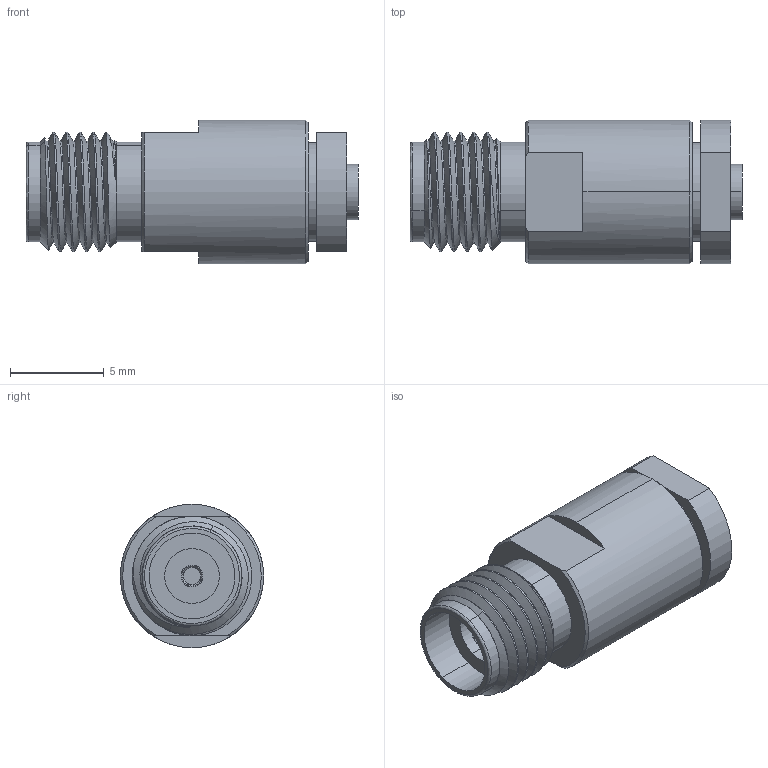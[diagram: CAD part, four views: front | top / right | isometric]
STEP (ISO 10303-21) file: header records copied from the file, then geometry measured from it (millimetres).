
FILE_DESCRIPTION (( 'STEP AP203' ), '1' );
FILE_NAME ('PE44228.step', '2019-02-15T16:30:10', ( '' ), ( '' ), 'SwSTEP 2.0', 'SolidWorks 2017', '' );
FILE_SCHEMA (( 'CONFIG_CONTROL_DESIGN' ));
Length unit declared in the file: inch
Products named in the file (1): PE44228
Bounding box: 17.66 x 7.63 x 7.63 mm (x, y, z)
Volume: 567.5 mm3; surface area: 645.8 mm2
Topology: 1 solids, 1 shells, 84 faces, 211 edges, 139 vertices
Faces by surface type: plane 34, cylinder 31, cone 14, bspline 5
Entity records: 3544 total; most frequent: CARTESIAN_POINT 1494, ORIENTED_EDGE 422, DIRECTION 409, EDGE_CURVE 211, AXIS2_PLACEMENT_3D 163, VERTEX_POINT 139, EDGE_LOOP 94, FACE_OUTER_BOUND 84
